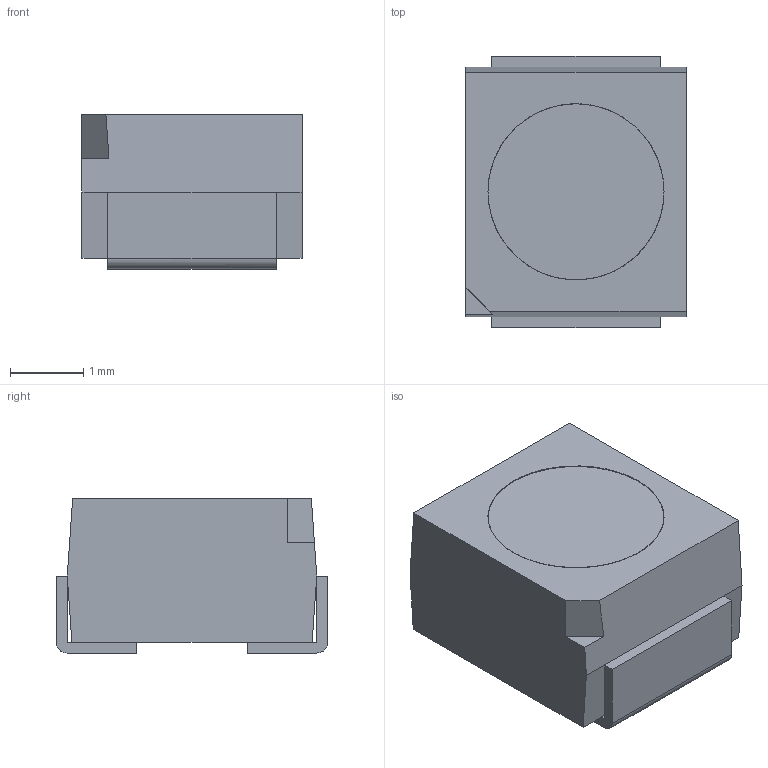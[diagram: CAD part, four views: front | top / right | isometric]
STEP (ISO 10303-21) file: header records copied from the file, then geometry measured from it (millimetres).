
FILE_DESCRIPTION(/* description */ (''),/* implementation_level */ '2;1');
FILE_NAME(/* name */ 'LH8F4B~1',/* time_stamp */ '2018-02-23T11:12:29+03:00',/* author */ (''),/* organization */ (''),/* preprocessor_version */ 'ST-DEVELOPER v15',/* originating_system */ '',/* authorisation */ '');
FILE_SCHEMA (('AUTOMOTIVE_DESIGN'));
Length unit declared in the file: millimetre
Products named in the file (1): Document
Bounding box: 3 x 3.7 x 2.1 mm (x, y, z)
Surface area: 56.8 mm2 (no closed solid volume)
Topology: 0 solids, 4 shells, 31 faces, 100 edges, 66 vertices
Faces by surface type: plane 27, bspline 4
Entity records: 1052 total; most frequent: CARTESIAN_POINT 393, ORIENTED_EDGE 164, EDGE_CURVE 100, B_SPLINE_CURVE_WITH_KNOTS 86, VERTEX_POINT 66, EDGE_LOOP 32, ADVANCED_FACE 31, FACE_OUTER_BOUND 31
